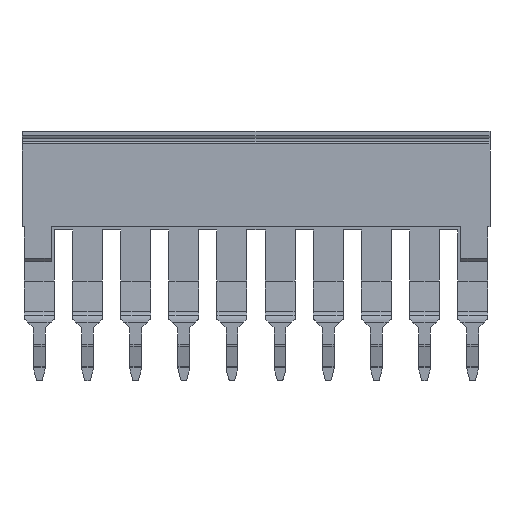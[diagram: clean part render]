
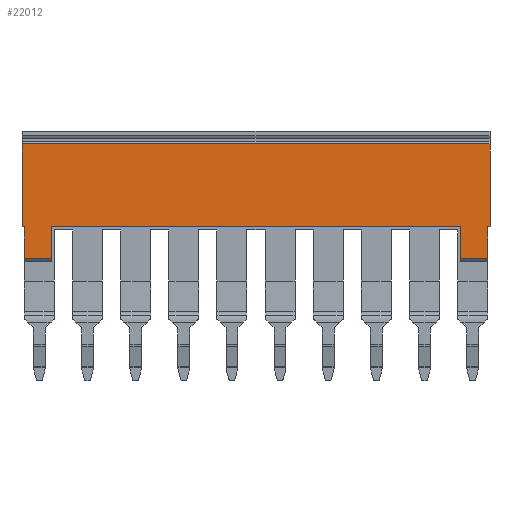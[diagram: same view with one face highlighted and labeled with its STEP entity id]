
A CAD part, front view. The second image highlights one B-rep face of the part: STEP entity #22012.
In plain terms, the highlighted planar face has unit normal (0, -1, 0).
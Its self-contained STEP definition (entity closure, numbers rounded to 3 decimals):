
#21919=AXIS2_PLACEMENT_3D('Plane Axis2P3D',#21916,#21917,#21918) ;
#21874=CARTESIAN_POINT('Line Origine',(59.15,0.4,30.)) ;
#21878=CARTESIAN_POINT('Vertex',(59.3,0.4,30.)) ;
#21880=CARTESIAN_POINT('Vertex',(59.,0.4,30.)) ;
#21892=CARTESIAN_POINT('Vertex',(0.,0.4,30.)) ;
#21895=CARTESIAN_POINT('Line Origine',(0.15,0.4,30.)) ;
#21899=CARTESIAN_POINT('Vertex',(0.3,0.4,30.)) ;
#21902=CARTESIAN_POINT('Line Origine',(29.65,0.4,30.)) ;
#21916=CARTESIAN_POINT('Axis2P3D Location',(57.1,0.4,19.5)) ;
#21921=CARTESIAN_POINT('Line Origine',(3.7,0.4,17.5)) ;
#21925=CARTESIAN_POINT('Vertex',(3.7,0.4,15.5)) ;
#21927=CARTESIAN_POINT('Vertex',(3.7,0.4,19.5)) ;
#21930=CARTESIAN_POINT('Line Origine',(29.65,0.4,19.5)) ;
#21934=CARTESIAN_POINT('Vertex',(55.6,0.4,19.5)) ;
#21937=CARTESIAN_POINT('Line Origine',(55.6,0.4,17.5)) ;
#21941=CARTESIAN_POINT('Vertex',(55.6,0.4,15.5)) ;
#21944=CARTESIAN_POINT('Line Origine',(57.3,0.4,15.5)) ;
#21948=CARTESIAN_POINT('Vertex',(59.,0.4,15.5)) ;
#21951=CARTESIAN_POINT('Line Origine',(59.,0.4,17.5)) ;
#21955=CARTESIAN_POINT('Vertex',(59.,0.4,19.5)) ;
#21958=CARTESIAN_POINT('Line Origine',(59.15,0.4,19.5)) ;
#21962=CARTESIAN_POINT('Vertex',(59.3,0.4,19.5)) ;
#21965=CARTESIAN_POINT('Line Origine',(59.3,0.4,24.75)) ;
#21970=CARTESIAN_POINT('Line Origine',(0.,0.4,24.75)) ;
#21974=CARTESIAN_POINT('Vertex',(0.,0.4,19.5)) ;
#21977=CARTESIAN_POINT('Line Origine',(0.15,0.4,19.5)) ;
#21981=CARTESIAN_POINT('Vertex',(0.3,0.4,19.5)) ;
#21984=CARTESIAN_POINT('Line Origine',(0.3,0.4,17.5)) ;
#21988=CARTESIAN_POINT('Vertex',(0.3,0.4,15.5)) ;
#21991=CARTESIAN_POINT('Line Origine',(2.,0.4,15.5)) ;
#21875=DIRECTION('Vector Direction',(-1.,0.,0.)) ;
#21896=DIRECTION('Vector Direction',(-1.,0.,0.)) ;
#21903=DIRECTION('Vector Direction',(-1.,0.,0.)) ;
#21917=DIRECTION('Axis2P3D Direction',(0.,-1.,0.)) ;
#21918=DIRECTION('Axis2P3D XDirection',(0.,0.,1.)) ;
#21922=DIRECTION('Vector Direction',(0.,0.,1.)) ;
#21931=DIRECTION('Vector Direction',(-1.,0.,0.)) ;
#21938=DIRECTION('Vector Direction',(0.,0.,-1.)) ;
#21945=DIRECTION('Vector Direction',(1.,0.,0.)) ;
#21952=DIRECTION('Vector Direction',(0.,0.,1.)) ;
#21959=DIRECTION('Vector Direction',(-1.,0.,0.)) ;
#21966=DIRECTION('Vector Direction',(0.,0.,-1.)) ;
#21971=DIRECTION('Vector Direction',(0.,0.,-1.)) ;
#21978=DIRECTION('Vector Direction',(-1.,0.,0.)) ;
#21985=DIRECTION('Vector Direction',(0.,0.,-1.)) ;
#21992=DIRECTION('Vector Direction',(1.,0.,0.)) ;
#21876=VECTOR('Line Direction',#21875,1.) ;
#21897=VECTOR('Line Direction',#21896,1.) ;
#21904=VECTOR('Line Direction',#21903,1.) ;
#21923=VECTOR('Line Direction',#21922,1.) ;
#21932=VECTOR('Line Direction',#21931,1.) ;
#21939=VECTOR('Line Direction',#21938,1.) ;
#21946=VECTOR('Line Direction',#21945,1.) ;
#21953=VECTOR('Line Direction',#21952,1.) ;
#21960=VECTOR('Line Direction',#21959,1.) ;
#21967=VECTOR('Line Direction',#21966,1.) ;
#21972=VECTOR('Line Direction',#21971,1.) ;
#21979=VECTOR('Line Direction',#21978,1.) ;
#21986=VECTOR('Line Direction',#21985,1.) ;
#21993=VECTOR('Line Direction',#21992,1.) ;
#21997=ORIENTED_EDGE('',*,*,#21929,.T.) ;
#21998=ORIENTED_EDGE('',*,*,#21936,.T.) ;
#21999=ORIENTED_EDGE('',*,*,#21943,.T.) ;
#22000=ORIENTED_EDGE('',*,*,#21950,.T.) ;
#22001=ORIENTED_EDGE('',*,*,#21957,.T.) ;
#22002=ORIENTED_EDGE('',*,*,#21964,.F.) ;
#22003=ORIENTED_EDGE('',*,*,#21969,.F.) ;
#22004=ORIENTED_EDGE('',*,*,#21882,.T.) ;
#22005=ORIENTED_EDGE('',*,*,#21906,.T.) ;
#22006=ORIENTED_EDGE('',*,*,#21901,.T.) ;
#22007=ORIENTED_EDGE('',*,*,#21976,.T.) ;
#22008=ORIENTED_EDGE('',*,*,#21983,.F.) ;
#22009=ORIENTED_EDGE('',*,*,#21990,.T.) ;
#22010=ORIENTED_EDGE('',*,*,#21995,.T.) ;
#22012=ADVANCED_FACE('Kunststoff',(#22011),#21920,.T.) ;
#21882=EDGE_CURVE('',#21879,#21881,#21877,.T.) ;
#21901=EDGE_CURVE('',#21900,#21893,#21898,.T.) ;
#21906=EDGE_CURVE('',#21881,#21900,#21905,.T.) ;
#21929=EDGE_CURVE('',#21926,#21928,#21924,.T.) ;
#21936=EDGE_CURVE('',#21928,#21935,#21933,.F.) ;
#21943=EDGE_CURVE('',#21935,#21942,#21940,.T.) ;
#21950=EDGE_CURVE('',#21942,#21949,#21947,.T.) ;
#21957=EDGE_CURVE('',#21949,#21956,#21954,.T.) ;
#21964=EDGE_CURVE('',#21963,#21956,#21961,.T.) ;
#21969=EDGE_CURVE('',#21879,#21963,#21968,.T.) ;
#21976=EDGE_CURVE('',#21893,#21975,#21973,.T.) ;
#21983=EDGE_CURVE('',#21982,#21975,#21980,.T.) ;
#21990=EDGE_CURVE('',#21982,#21989,#21987,.T.) ;
#21995=EDGE_CURVE('',#21989,#21926,#21994,.T.) ;
#21996=EDGE_LOOP('',(#21997,#21998,#21999,#22000,#22001,#22002,#22003,#22004,#22005,#22006,#22007,#22008,#22009,#22010)) ;
#22011=FACE_OUTER_BOUND('',#21996,.T.) ;
#21877=LINE('Line',#21874,#21876) ;
#21898=LINE('Line',#21895,#21897) ;
#21905=LINE('Line',#21902,#21904) ;
#21924=LINE('Line',#21921,#21923) ;
#21933=LINE('Line',#21930,#21932) ;
#21940=LINE('Line',#21937,#21939) ;
#21947=LINE('Line',#21944,#21946) ;
#21954=LINE('Line',#21951,#21953) ;
#21961=LINE('Line',#21958,#21960) ;
#21968=LINE('Line',#21965,#21967) ;
#21973=LINE('Line',#21970,#21972) ;
#21980=LINE('Line',#21977,#21979) ;
#21987=LINE('Line',#21984,#21986) ;
#21994=LINE('Line',#21991,#21993) ;
#21920=PLANE('',#21919) ;
#21879=VERTEX_POINT('',#21878) ;
#21881=VERTEX_POINT('',#21880) ;
#21893=VERTEX_POINT('',#21892) ;
#21900=VERTEX_POINT('',#21899) ;
#21926=VERTEX_POINT('',#21925) ;
#21928=VERTEX_POINT('',#21927) ;
#21935=VERTEX_POINT('',#21934) ;
#21942=VERTEX_POINT('',#21941) ;
#21949=VERTEX_POINT('',#21948) ;
#21956=VERTEX_POINT('',#21955) ;
#21963=VERTEX_POINT('',#21962) ;
#21975=VERTEX_POINT('',#21974) ;
#21982=VERTEX_POINT('',#21981) ;
#21989=VERTEX_POINT('',#21988) ;
